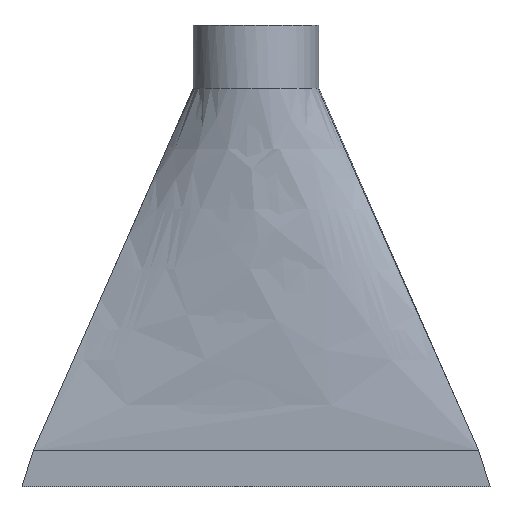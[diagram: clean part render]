
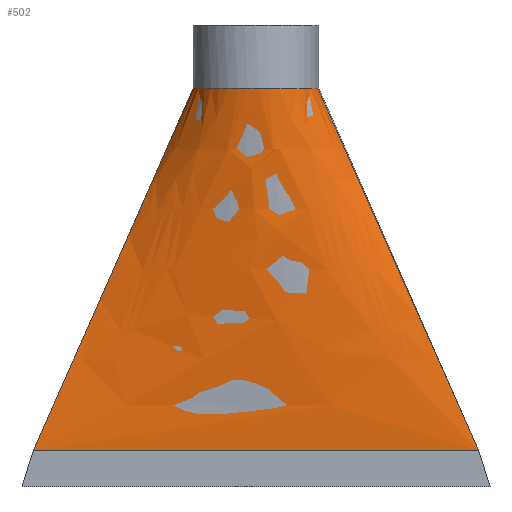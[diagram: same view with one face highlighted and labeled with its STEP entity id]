
A CAD part, top view. The second image highlights one B-rep face of the part: STEP entity #502.
In plain terms, the highlighted free-form (B-spline) face has degree [3, 1] with [34, 2] control points.
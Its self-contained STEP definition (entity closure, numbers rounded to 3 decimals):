
#106=CARTESIAN_POINT('',(-177.,-288.129,33.));
#107=VERTEX_POINT('',#106);
#115=CARTESIAN_POINT('',(177.,-288.129,33.));
#116=VERTEX_POINT('',#115);
#123=CARTESIAN_POINT('',(177.,-288.129,33.));
#124=DIRECTION('',(-1.,0.,0.));
#125=VECTOR('',#124,354.);
#126=LINE('',#123,#125);
#127=EDGE_CURVE('',#116,#107,#126,.T.);
#238=CARTESIAN_POINT('',(-49.758,0.,4.921));
#239=VERTEX_POINT('',#238);
#247=CARTESIAN_POINT('',(49.087,0.,9.512));
#248=VERTEX_POINT('',#247);
#249=CARTESIAN_POINT('',(0.,0.,0.));
#250=DIRECTION('',(0.,1.,0.));
#251=DIRECTION('',(0.,-0.,1.));
#252=AXIS2_PLACEMENT_3D('',#249,#250,#251);
#253=CIRCLE('',#252,50.);
#254=EDGE_CURVE('',#239,#248,#253,.T.);
#410=CARTESIAN_POINT('',(-177.,-288.129,33.));
#411=DIRECTION('',(0.402,0.911,-0.089));
#412=VECTOR('',#411,316.223);
#413=LINE('',#410,#412);
#414=EDGE_CURVE('',#107,#239,#413,.T.);
#422=CARTESIAN_POINT('',(-177.,-288.129,33.));
#423=CARTESIAN_POINT('',(-49.757,0.,4.921));
#424=CARTESIAN_POINT('',(-169.625,-288.129,33.));
#425=CARTESIAN_POINT('',(-49.465,0.,7.877));
#426=CARTESIAN_POINT('',(-162.25,-288.129,33.));
#427=CARTESIAN_POINT('',(-48.908,0.,10.807));
#428=CARTESIAN_POINT('',(-147.5,-288.129,33.));
#429=CARTESIAN_POINT('',(-47.285,0.,16.521));
#430=CARTESIAN_POINT('',(-140.125,-288.129,33.));
#431=CARTESIAN_POINT('',(-46.218,0.,19.306));
#432=CARTESIAN_POINT('',(-125.375,-288.129,33.));
#433=CARTESIAN_POINT('',(-43.607,0.,24.643));
#434=CARTESIAN_POINT('',(-118.,-288.129,33.));
#435=CARTESIAN_POINT('',(-42.063,0.,27.194));
#436=CARTESIAN_POINT('',(-103.25,-288.129,33.));
#437=CARTESIAN_POINT('',(-38.548,0.,31.983));
#438=CARTESIAN_POINT('',(-95.875,-288.129,33.));
#439=CARTESIAN_POINT('',(-36.576,0.,34.22));
#440=CARTESIAN_POINT('',(-81.125,-288.129,33.));
#441=CARTESIAN_POINT('',(-32.267,0.,38.31));
#442=CARTESIAN_POINT('',(-73.75,-288.129,33.));
#443=CARTESIAN_POINT('',(-29.93,0.,40.163));
#444=CARTESIAN_POINT('',(-59.,-288.129,33.));
#445=CARTESIAN_POINT('',(-24.964,0.,43.424));
#446=CARTESIAN_POINT('',(-51.625,-288.129,33.));
#447=CARTESIAN_POINT('',(-22.336,0.,44.832));
#448=CARTESIAN_POINT('',(-36.875,-288.129,33.));
#449=CARTESIAN_POINT('',(-16.87,0.,47.162));
#450=CARTESIAN_POINT('',(-29.5,-288.129,33.));
#451=CARTESIAN_POINT('',(-14.034,0.,48.082));
#452=CARTESIAN_POINT('',(-14.75,-288.129,33.));
#453=CARTESIAN_POINT('',(-8.242,0.,49.405));
#454=CARTESIAN_POINT('',(-7.375,-288.129,33.));
#455=CARTESIAN_POINT('',(-5.287,0.,49.808));
#456=CARTESIAN_POINT('',(7.375,-288.129,33.));
#457=CARTESIAN_POINT('',(0.647,0.,50.084));
#458=CARTESIAN_POINT('',(14.75,-288.129,33.));
#459=CARTESIAN_POINT('',(3.627,0.,49.957));
#460=CARTESIAN_POINT('',(29.5,-288.129,33.));
#461=CARTESIAN_POINT('',(9.516,0.,49.176));
#462=CARTESIAN_POINT('',(36.875,-288.129,33.));
#463=CARTESIAN_POINT('',(12.426,0.,48.522));
#464=CARTESIAN_POINT('',(51.625,-288.129,33.));
#465=CARTESIAN_POINT('',(18.083,0.,46.71));
#466=CARTESIAN_POINT('',(59.,-288.129,33.));
#467=CARTESIAN_POINT('',(20.831,0.,45.551));
#468=CARTESIAN_POINT('',(73.75,-288.129,33.));
#469=CARTESIAN_POINT('',(26.078,0.,42.764));
#470=CARTESIAN_POINT('',(81.125,-288.129,33.));
#471=CARTESIAN_POINT('',(28.576,0.,41.136));
#472=CARTESIAN_POINT('',(95.875,-288.129,33.));
#473=CARTESIAN_POINT('',(33.246,0.,37.464));
#474=CARTESIAN_POINT('',(103.25,-288.129,33.));
#475=CARTESIAN_POINT('',(35.417,0.,35.419));
#476=CARTESIAN_POINT('',(118.,-288.129,33.));
#477=CARTESIAN_POINT('',(39.361,0.,30.976));
#478=CARTESIAN_POINT('',(125.375,-288.129,33.));
#479=CARTESIAN_POINT('',(41.135,0.,28.579));
#480=CARTESIAN_POINT('',(140.125,-288.129,33.));
#481=CARTESIAN_POINT('',(44.229,0.,23.508));
#482=CARTESIAN_POINT('',(147.5,-288.129,33.));
#483=CARTESIAN_POINT('',(45.55,0.,20.834));
#484=CARTESIAN_POINT('',(162.25,-288.129,33.));
#485=CARTESIAN_POINT('',(47.696,0.,15.294));
#486=CARTESIAN_POINT('',(169.625,-288.129,33.));
#487=CARTESIAN_POINT('',(48.522,0.,12.429));
#488=CARTESIAN_POINT('',(177.,-288.129,33.));
#489=CARTESIAN_POINT('',(49.087,0.,9.512));
#490=B_SPLINE_SURFACE_WITH_KNOTS('',3,1,((#422,#423),(#424,#425),(#426,#427),(#428,#429),(#430,#431),(#432,#433),(#434,#435),(#436,#437),(#438,#439),(#440,#441),(#442,#443),(#444,#445),(#446,#447),(#448,#449),(#450,#451),(#452,#453),(#454,#455),(#456,#457),(#458,#459),(#460,#461),(#462,#463),(#464,#465),(#466,#467),(#468,#469),(#470,#471),(#472,#473),
(#474,#475),(#476,#477),(#478,#479),(#480,#481),(#482,#483),(#484,#485),(#486,#487),(#488,#489)),.UNSPECIFIED.,.F.,.F.,.U.,(4,2,2,2,2,2,2,2,2,2,2,2,2,2,2,2,4),(2,2),(0.,0.063,0.125,0.188,0.25,0.313,0.375,0.438,0.5,0.563,0.625,0.688,0.75,0.813,0.875,0.938,1.),(0.,1.),.UNSPECIFIED.);
#491=CARTESIAN_POINT('',(177.,-288.129,33.));
#492=DIRECTION('',(-0.405,0.911,-0.074));
#493=VECTOR('',#492,316.119);
#494=LINE('',#491,#493);
#495=EDGE_CURVE('',#116,#248,#494,.T.);
#496=ORIENTED_EDGE('',*,*,#495,.T.);
#497=ORIENTED_EDGE('',*,*,#254,.F.);
#498=ORIENTED_EDGE('',*,*,#414,.F.);
#499=ORIENTED_EDGE('',*,*,#127,.F.);
#500=EDGE_LOOP('',(#496,#497,#498,#499));
#501=FACE_BOUND('',#500,.T.);
#502=ADVANCED_FACE('',(#501),#490,.T.);
